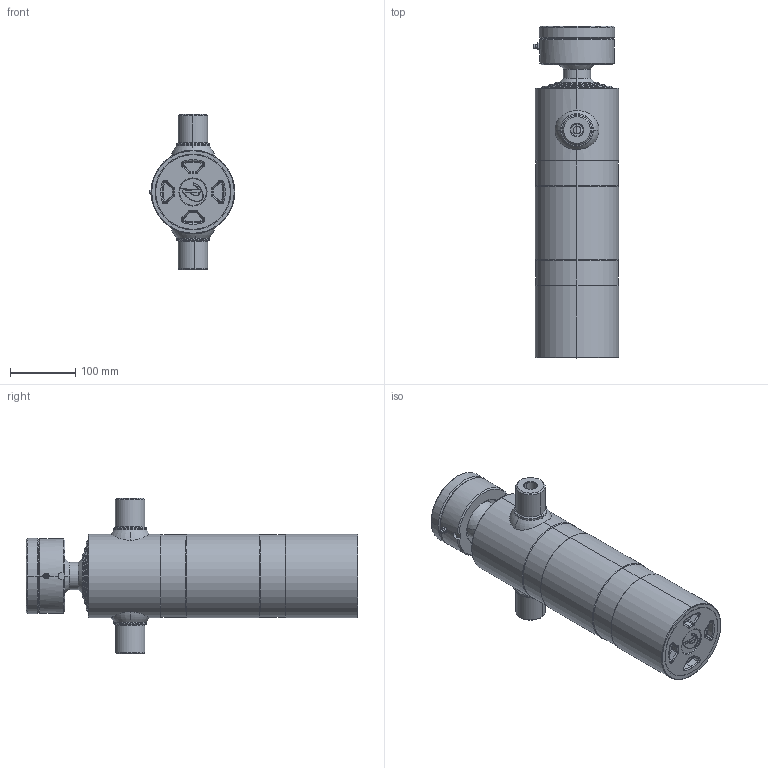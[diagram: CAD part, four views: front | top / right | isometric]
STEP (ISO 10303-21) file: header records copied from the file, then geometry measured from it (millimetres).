
FILE_DESCRIPTION (( 'STEP AP203' ), '1' );
FILE_NAME ('310.HR.STEP', '2014-10-20T12:56:11', ( '' ), ( '' ), 'SwSTEP 2.0', 'SolidWorks 2013', '' );
FILE_SCHEMA (( 'CONFIG_CONTROL_DESIGN' ));
Length unit declared in the file: millimetre
Products named in the file (1): 310.HR
Bounding box: 131 x 507 x 237 mm (x, y, z)
Surface area: 576481.1 mm2 (no closed solid volume)
Topology: 0 solids, 19 shells, 292 faces, 755 edges, 472 vertices
Faces by surface type: cylinder 81, cone 79, torus 77, plane 43, bspline 8, sphere 4
Entity records: 10499 total; most frequent: CARTESIAN_POINT 3280, DIRECTION 1688, ORIENTED_EDGE 1312, EDGE_CURVE 749, AXIS2_PLACEMENT_3D 719, VERTEX_POINT 469, CIRCLE 434, EDGE_LOOP 310
